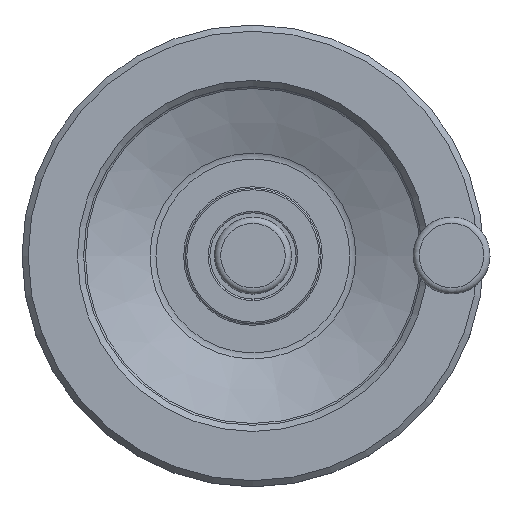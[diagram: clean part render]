
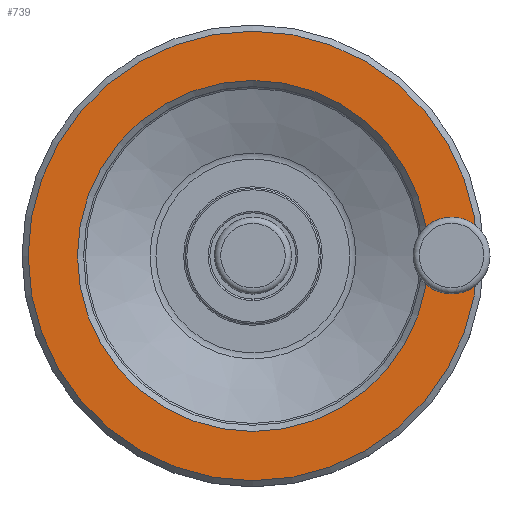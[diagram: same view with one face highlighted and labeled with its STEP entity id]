
A CAD part, top view. The second image highlights one B-rep face of the part: STEP entity #739.
In plain terms, the highlighted planar face has unit normal (0, 0, 1).
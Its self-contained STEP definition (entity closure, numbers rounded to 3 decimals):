
#739 = ADVANCED_FACE( '', ( #1077, #1078, #1079 ), #1080, .F. );
#1077 = FACE_BOUND( '', #2149, .T. );
#1078 = FACE_OUTER_BOUND( '', #2150, .T. );
#1079 = FACE_BOUND( '', #2151, .T. );
#1080 = PLANE( '', #2152 );
#2149 = EDGE_LOOP( '', ( #2966 ) );
#2150 = EDGE_LOOP( '', ( #2967 ) );
#2151 = EDGE_LOOP( '', ( #2968 ) );
#2152 = AXIS2_PLACEMENT_3D( '', #2969, #2970, #2971 );
#2966 = ORIENTED_EDGE( '', *, *, #3297, .T. );
#2967 = ORIENTED_EDGE( '', *, *, #3303, .T. );
#2968 = ORIENTED_EDGE( '', *, *, #3305, .T. );
#2969 = CARTESIAN_POINT( '', ( 0., 75., 35. ) );
#2970 = DIRECTION( '', ( 0., 0., -1. ) );
#2971 = DIRECTION( '', ( -1., 0., 0. ) );
#3297 = EDGE_CURVE( '', #3671, #3671, #3672, .T. );
#3303 = EDGE_CURVE( '', #3683, #3683, #3684, .F. );
#3305 = EDGE_CURVE( '', #3687, #3687, #3688, .T. );
#3671 = VERTEX_POINT( '', #5001 );
#3672 = CIRCLE( '', #5002, 6.5 );
#3683 = VERTEX_POINT( '', #5013 );
#3684 = CIRCLE( '', #5014, 73. );
#3687 = VERTEX_POINT( '', #5017 );
#3688 = CIRCLE( '', #5018, 57. );
#5001 = CARTESIAN_POINT( '', ( 58., 0., 35. ) );
#5002 = AXIS2_PLACEMENT_3D( '', #5412, #5413, #5414 );
#5013 = CARTESIAN_POINT( '', ( -73., 0., 35. ) );
#5014 = AXIS2_PLACEMENT_3D( '', #5430, #5431, #5432 );
#5017 = CARTESIAN_POINT( '', ( -57., 0., 35. ) );
#5018 = AXIS2_PLACEMENT_3D( '', #5436, #5437, #5438 );
#5412 = CARTESIAN_POINT( '', ( 64.5, 0., 35. ) );
#5413 = DIRECTION( '', ( 0., 0., -1. ) );
#5414 = DIRECTION( '', ( -1., 0., 0. ) );
#5430 = CARTESIAN_POINT( '', ( 0., 0., 35. ) );
#5431 = DIRECTION( '', ( 0., 0., -1. ) );
#5432 = DIRECTION( '', ( -1., 0., 0. ) );
#5436 = CARTESIAN_POINT( '', ( 0., 0., 35. ) );
#5437 = DIRECTION( '', ( 0., 0., -1. ) );
#5438 = DIRECTION( '', ( -1., 0., 0. ) );
